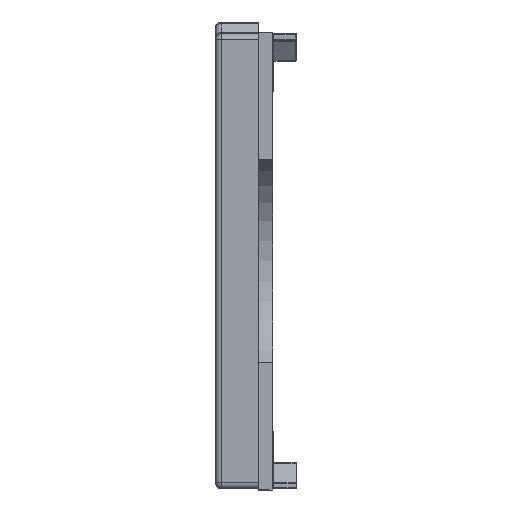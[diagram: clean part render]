
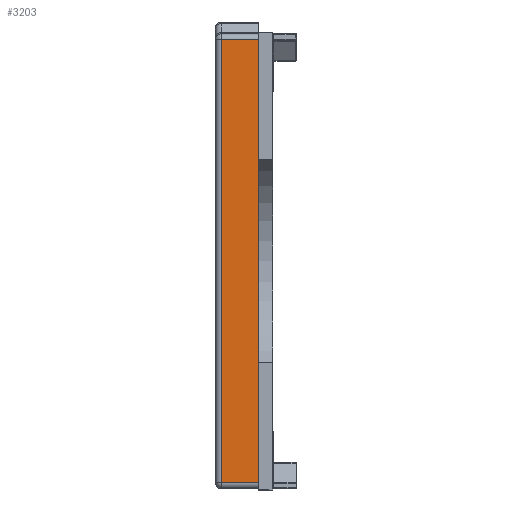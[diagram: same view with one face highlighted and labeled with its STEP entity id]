
A CAD part, left-side view. The second image highlights one B-rep face of the part: STEP entity #3203.
In plain terms, the highlighted planar face has unit normal (-1, 0, 0).
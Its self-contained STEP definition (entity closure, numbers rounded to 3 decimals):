
#383=FACE_OUTER_BOUND('',#589,.T.);
#589=EDGE_LOOP('',(#2261,#2262,#2263,#2264));
#795=LINE('',#4857,#1085);
#800=LINE('',#4882,#1090);
#813=LINE('',#4953,#1103);
#822=LINE('',#4981,#1112);
#1085=VECTOR('',#3797,10.);
#1090=VECTOR('',#3820,10.);
#1103=VECTOR('',#3915,10.);
#1112=VECTOR('',#3946,10.);
#1375=VERTEX_POINT('',#4854);
#1376=VERTEX_POINT('',#4856);
#1386=VERTEX_POINT('',#4879);
#1387=VERTEX_POINT('',#4881);
#1669=EDGE_CURVE('',#1376,#1375,#795,.T.);
#1682=EDGE_CURVE('',#1386,#1387,#800,.T.);
#1720=EDGE_CURVE('',#1376,#1386,#813,.T.);
#1733=EDGE_CURVE('',#1387,#1375,#822,.T.);
#2261=ORIENTED_EDGE('',*,*,#1682,.F.);
#2262=ORIENTED_EDGE('',*,*,#1720,.F.);
#2263=ORIENTED_EDGE('',*,*,#1669,.T.);
#2264=ORIENTED_EDGE('',*,*,#1733,.F.);
#3094=PLANE('',#3455);
#3203=ADVANCED_FACE('',(#383),#3094,.T.);
#3455=AXIS2_PLACEMENT_3D('',#4980,#3944,#3945);
#3797=DIRECTION('',(0.,0.,1.));
#3820=DIRECTION('',(0.,0.,1.));
#3915=DIRECTION('',(0.,1.,0.));
#3944=DIRECTION('center_axis',(-1.,0.,0.));
#3945=DIRECTION('ref_axis',(0.,0.,1.));
#3946=DIRECTION('',(0.,-1.,0.));
#4854=CARTESIAN_POINT('',(8.945,1.2,42.738));
#4856=CARTESIAN_POINT('',(8.945,1.2,4.938));
#4857=CARTESIAN_POINT('',(8.945,1.2,4.438));
#4879=CARTESIAN_POINT('',(8.945,4.4,4.938));
#4881=CARTESIAN_POINT('',(8.945,4.4,42.738));
#4882=CARTESIAN_POINT('',(8.945,4.4,14.388));
#4953=CARTESIAN_POINT('',(8.945,1.2,4.938));
#4980=CARTESIAN_POINT('Origin',(8.945,1.2,4.438));
#4981=CARTESIAN_POINT('',(8.945,1.2,42.738));
